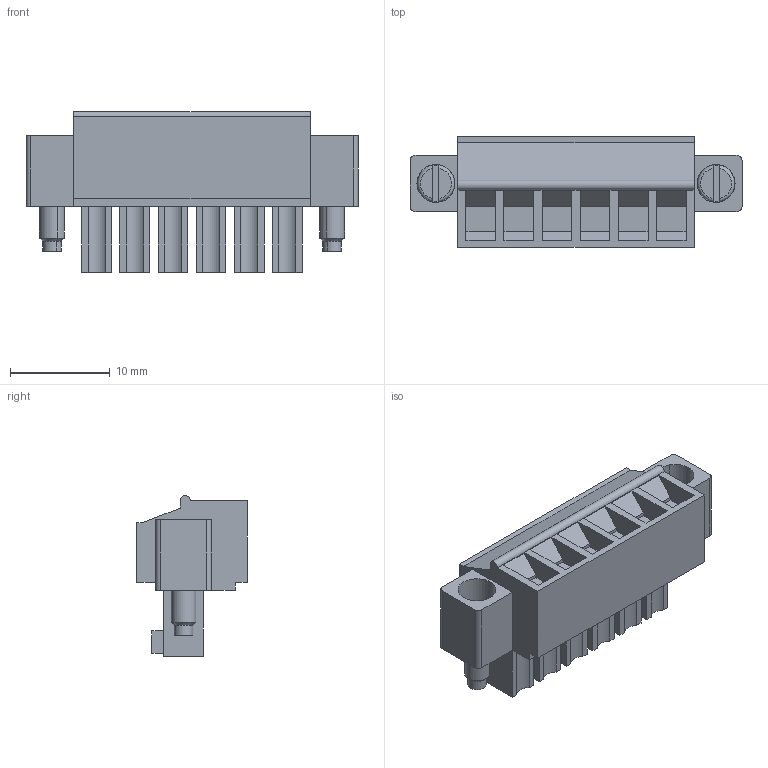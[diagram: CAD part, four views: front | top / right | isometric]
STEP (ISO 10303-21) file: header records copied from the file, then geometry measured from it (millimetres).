
FILE_DESCRIPTION(('CATIA V5 STEP Exchange','CAx-IF Rec.Pracs.--- Model Styling and Organization---1.2---2011-12-15'),'2;1');
FILE_NAME ('D1456242_0_1792990000_1792990000.stp','2018-09-19T13:56:37+00:00',('none'),('Weidmueller'),'CATIA Version 5-6 Release 2014','CATIA V5 STEP AP214','none');
FILE_SCHEMA(('AUTOMOTIVE_DESIGN { 1 0 10303 214 1 1 1 1 }'));
Length unit declared in the file: millimetre
Products named in the file (1): 1792990000
Bounding box: 33.25 x 11.1 x 16.1 mm (x, y, z)
Volume: 2596 mm3; surface area: 2618.5 mm2
Topology: 3 solids, 3 shells, 256 faces, 648 edges, 426 vertices
Faces by surface type: plane 175, cylinder 53, cone 20, torus 8
Entity records: 6954 total; most frequent: ORIENTED_EDGE 1296, CARTESIAN_POINT 1242, DIRECTION 910, EDGE_CURVE 648, VECTOR 484, LINE 484, VERTEX_POINT 426, AXIS2_PLACEMENT_3D 292
